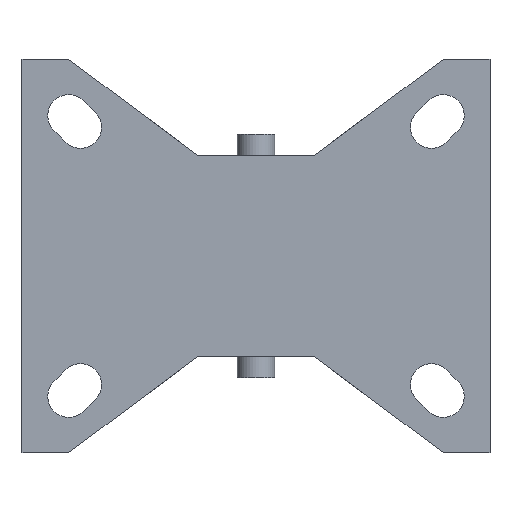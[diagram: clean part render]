
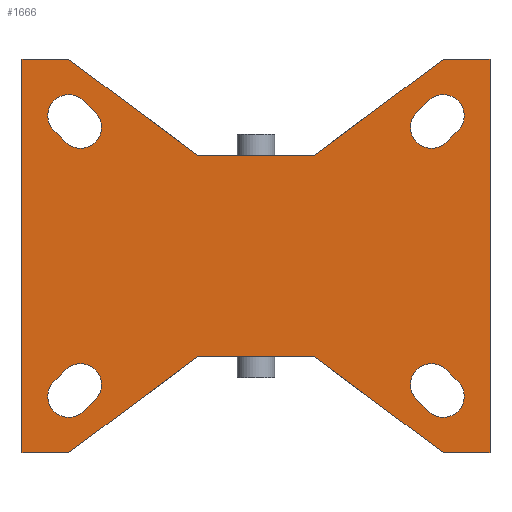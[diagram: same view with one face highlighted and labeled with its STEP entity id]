
A CAD part, front view. The second image highlights one B-rep face of the part: STEP entity #1666.
In plain terms, the highlighted planar face has unit normal (0, -1, 0).
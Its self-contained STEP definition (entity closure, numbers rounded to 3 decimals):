
#371=DIRECTION('',(-0.802,0.,-0.598));
#372=VECTOR('',#371,34.3);
#373=CARTESIAN_POINT('',(-12.5,0.,-21.5));
#374=LINE('',#373,#372);
#378=DIRECTION('',(-1.,0.,0.));
#379=VECTOR('',#378,10.);
#380=CARTESIAN_POINT('',(-40.,0.,-42.));
#381=LINE('',#380,#379);
#385=DIRECTION('',(0.,0.,1.));
#386=VECTOR('',#385,84.);
#387=CARTESIAN_POINT('',(-50.,0.,-42.));
#388=LINE('',#387,#386);
#392=DIRECTION('',(1.,0.,0.));
#393=VECTOR('',#392,10.);
#394=CARTESIAN_POINT('',(-50.,0.,42.));
#395=LINE('',#394,#393);
#399=DIRECTION('',(0.802,0.,-0.598));
#400=VECTOR('',#399,34.3);
#401=CARTESIAN_POINT('',(-40.,0.,42.));
#402=LINE('',#401,#400);
#406=DIRECTION('',(1.,0.,0.));
#407=VECTOR('',#406,25.);
#408=CARTESIAN_POINT('',(-12.5,0.,21.5));
#409=LINE('',#408,#407);
#413=DIRECTION('',(0.802,0.,0.598));
#414=VECTOR('',#413,34.3);
#415=CARTESIAN_POINT('',(12.5,0.,21.5));
#416=LINE('',#415,#414);
#420=DIRECTION('',(1.,0.,0.));
#421=VECTOR('',#420,10.);
#422=CARTESIAN_POINT('',(40.,0.,42.));
#423=LINE('',#422,#421);
#427=DIRECTION('',(0.,0.,-1.));
#428=VECTOR('',#427,84.);
#429=CARTESIAN_POINT('',(50.,0.,42.));
#430=LINE('',#429,#428);
#434=DIRECTION('',(-1.,0.,0.));
#435=VECTOR('',#434,10.);
#436=CARTESIAN_POINT('',(50.,0.,-42.));
#437=LINE('',#436,#435);
#441=DIRECTION('',(-0.802,0.,0.598));
#442=VECTOR('',#441,34.3);
#443=CARTESIAN_POINT('',(40.,0.,-42.));
#444=LINE('',#443,#442);
#448=DIRECTION('',(-1.,0.,0.));
#449=VECTOR('',#448,25.);
#450=CARTESIAN_POINT('',(12.5,0.,-21.5));
#451=LINE('',#450,#449);
#455=CARTESIAN_POINT('',(-40.,0.,-30.));
#456=DIRECTION('',(0.,1.,0.));
#457=DIRECTION('',(0.707,0.,-0.707));
#458=AXIS2_PLACEMENT_3D('',#455,#456,#457);
#463=DIRECTION('',(-0.707,0.,-0.707));
#464=VECTOR('',#463,3.536);
#465=CARTESIAN_POINT('',(-34.318,0.,-30.682));
#466=LINE('',#465,#464);
#470=CARTESIAN_POINT('',(-37.5,0.,-27.5));
#471=DIRECTION('',(0.,1.,0.));
#472=DIRECTION('',(-0.707,0.,0.707));
#473=AXIS2_PLACEMENT_3D('',#470,#471,#472);
#478=DIRECTION('',(0.707,0.,0.707));
#479=VECTOR('',#478,3.536);
#480=CARTESIAN_POINT('',(-43.182,0.,-26.818));
#481=LINE('',#480,#479);
#485=CARTESIAN_POINT('',(-40.,0.,30.));
#486=DIRECTION('',(0.,1.,0.));
#487=DIRECTION('',(-0.707,0.,-0.707));
#488=AXIS2_PLACEMENT_3D('',#485,#486,#487);
#493=DIRECTION('',(-0.707,0.,0.707));
#494=VECTOR('',#493,3.536);
#495=CARTESIAN_POINT('',(-40.682,0.,24.318));
#496=LINE('',#495,#494);
#500=CARTESIAN_POINT('',(-37.5,0.,27.5));
#501=DIRECTION('',(0.,1.,0.));
#502=DIRECTION('',(0.707,0.,0.707));
#503=AXIS2_PLACEMENT_3D('',#500,#501,#502);
#508=DIRECTION('',(0.707,0.,-0.707));
#509=VECTOR('',#508,3.536);
#510=CARTESIAN_POINT('',(-36.818,0.,33.182));
#511=LINE('',#510,#509);
#515=CARTESIAN_POINT('',(37.5,0.,27.5));
#516=DIRECTION('',(0.,1.,0.));
#517=DIRECTION('',(0.707,0.,-0.707));
#518=AXIS2_PLACEMENT_3D('',#515,#516,#517);
#523=DIRECTION('',(-0.707,0.,-0.707));
#524=VECTOR('',#523,3.536);
#525=CARTESIAN_POINT('',(43.182,0.,26.818));
#526=LINE('',#525,#524);
#530=CARTESIAN_POINT('',(40.,0.,30.));
#531=DIRECTION('',(0.,1.,0.));
#532=DIRECTION('',(-0.707,0.,0.707));
#533=AXIS2_PLACEMENT_3D('',#530,#531,#532);
#538=DIRECTION('',(0.707,0.,0.707));
#539=VECTOR('',#538,3.536);
#540=CARTESIAN_POINT('',(34.318,0.,30.682));
#541=LINE('',#540,#539);
#545=CARTESIAN_POINT('',(40.,0.,-30.));
#546=DIRECTION('',(0.,1.,0.));
#547=DIRECTION('',(0.707,0.,0.707));
#548=AXIS2_PLACEMENT_3D('',#545,#546,#547);
#553=DIRECTION('',(0.707,0.,-0.707));
#554=VECTOR('',#553,3.536);
#555=CARTESIAN_POINT('',(40.682,0.,-24.318));
#556=LINE('',#555,#554);
#560=CARTESIAN_POINT('',(37.5,0.,-27.5));
#561=DIRECTION('',(0.,1.,0.));
#562=DIRECTION('',(-0.707,0.,-0.707));
#563=AXIS2_PLACEMENT_3D('',#560,#561,#562);
#568=DIRECTION('',(-0.707,0.,0.707));
#569=VECTOR('',#568,3.536);
#570=CARTESIAN_POINT('',(36.818,0.,-33.182));
#571=LINE('',#570,#569);
#1403=CARTESIAN_POINT('',(-12.5,0.,-21.5));
#1404=CARTESIAN_POINT('',(-40.,0.,-42.));
#1405=VERTEX_POINT('',#1403);
#1406=VERTEX_POINT('',#1404);
#1407=CARTESIAN_POINT('',(-50.,0.,-42.));
#1408=VERTEX_POINT('',#1407);
#1409=CARTESIAN_POINT('',(-50.,0.,42.));
#1410=VERTEX_POINT('',#1409);
#1411=CARTESIAN_POINT('',(-40.,0.,42.));
#1412=VERTEX_POINT('',#1411);
#1413=CARTESIAN_POINT('',(-12.5,0.,21.5));
#1414=VERTEX_POINT('',#1413);
#1415=CARTESIAN_POINT('',(12.5,0.,21.5));
#1416=VERTEX_POINT('',#1415);
#1417=CARTESIAN_POINT('',(40.,0.,42.));
#1418=VERTEX_POINT('',#1417);
#1419=CARTESIAN_POINT('',(50.,0.,42.));
#1420=VERTEX_POINT('',#1419);
#1421=CARTESIAN_POINT('',(50.,0.,-42.));
#1422=VERTEX_POINT('',#1421);
#1423=CARTESIAN_POINT('',(40.,0.,-42.));
#1424=VERTEX_POINT('',#1423);
#1425=CARTESIAN_POINT('',(12.5,0.,-21.5));
#1426=VERTEX_POINT('',#1425);
#1531=CARTESIAN_POINT('',(-36.818,0.,-33.182));
#1532=CARTESIAN_POINT('',(-43.182,0.,-26.818));
#1533=VERTEX_POINT('',#1531);
#1534=VERTEX_POINT('',#1532);
#1535=CARTESIAN_POINT('',(-40.682,0.,-24.318));
#1536=VERTEX_POINT('',#1535);
#1537=CARTESIAN_POINT('',(-34.318,0.,-30.682));
#1538=VERTEX_POINT('',#1537);
#1539=CARTESIAN_POINT('',(-43.182,0.,26.818));
#1540=CARTESIAN_POINT('',(-36.818,0.,33.182));
#1541=VERTEX_POINT('',#1539);
#1542=VERTEX_POINT('',#1540);
#1543=CARTESIAN_POINT('',(-34.318,0.,30.682));
#1544=VERTEX_POINT('',#1543);
#1545=CARTESIAN_POINT('',(-40.682,0.,24.318));
#1546=VERTEX_POINT('',#1545);
#1547=CARTESIAN_POINT('',(40.682,0.,24.318));
#1548=CARTESIAN_POINT('',(34.318,0.,30.682));
#1549=VERTEX_POINT('',#1547);
#1550=VERTEX_POINT('',#1548);
#1551=CARTESIAN_POINT('',(36.818,0.,33.182));
#1552=VERTEX_POINT('',#1551);
#1553=CARTESIAN_POINT('',(43.182,0.,26.818));
#1554=VERTEX_POINT('',#1553);
#1555=CARTESIAN_POINT('',(43.182,0.,-26.818));
#1556=CARTESIAN_POINT('',(36.818,0.,-33.182));
#1557=VERTEX_POINT('',#1555);
#1558=VERTEX_POINT('',#1556);
#1559=CARTESIAN_POINT('',(34.318,0.,-30.682));
#1560=VERTEX_POINT('',#1559);
#1561=CARTESIAN_POINT('',(40.682,0.,-24.318));
#1562=VERTEX_POINT('',#1561);
#1595=CARTESIAN_POINT('',(0.,0.,0.));
#1596=DIRECTION('',(0.,1.,0.));
#1597=DIRECTION('',(1.,0.,0.));
#1598=AXIS2_PLACEMENT_3D('',#1595,#1596,#1597);
#1599=PLANE('',#1598);
#1601=ORIENTED_EDGE('',*,*,#1600,.T.);
#1603=ORIENTED_EDGE('',*,*,#1602,.T.);
#1605=ORIENTED_EDGE('',*,*,#1604,.T.);
#1607=ORIENTED_EDGE('',*,*,#1606,.T.);
#1609=ORIENTED_EDGE('',*,*,#1608,.T.);
#1611=ORIENTED_EDGE('',*,*,#1610,.T.);
#1613=ORIENTED_EDGE('',*,*,#1612,.T.);
#1615=ORIENTED_EDGE('',*,*,#1614,.T.);
#1617=ORIENTED_EDGE('',*,*,#1616,.T.);
#1619=ORIENTED_EDGE('',*,*,#1618,.T.);
#1621=ORIENTED_EDGE('',*,*,#1620,.T.);
#1623=ORIENTED_EDGE('',*,*,#1622,.T.);
#1624=EDGE_LOOP('',(#1601,#1603,#1605,#1607,#1609,#1611,#1613,#1615,#1617,#1619,
#1621,#1623));
#1625=FACE_OUTER_BOUND('',#1624,.F.);
#1627=ORIENTED_EDGE('',*,*,#1626,.F.);
#1629=ORIENTED_EDGE('',*,*,#1628,.F.);
#1631=ORIENTED_EDGE('',*,*,#1630,.F.);
#1633=ORIENTED_EDGE('',*,*,#1632,.F.);
#1634=EDGE_LOOP('',(#1627,#1629,#1631,#1633));
#1635=FACE_BOUND('',#1634,.F.);
#1637=ORIENTED_EDGE('',*,*,#1636,.F.);
#1639=ORIENTED_EDGE('',*,*,#1638,.F.);
#1641=ORIENTED_EDGE('',*,*,#1640,.F.);
#1643=ORIENTED_EDGE('',*,*,#1642,.F.);
#1644=EDGE_LOOP('',(#1637,#1639,#1641,#1643));
#1645=FACE_BOUND('',#1644,.F.);
#1647=ORIENTED_EDGE('',*,*,#1646,.F.);
#1649=ORIENTED_EDGE('',*,*,#1648,.F.);
#1651=ORIENTED_EDGE('',*,*,#1650,.F.);
#1653=ORIENTED_EDGE('',*,*,#1652,.F.);
#1654=EDGE_LOOP('',(#1647,#1649,#1651,#1653));
#1655=FACE_BOUND('',#1654,.F.);
#1657=ORIENTED_EDGE('',*,*,#1656,.F.);
#1659=ORIENTED_EDGE('',*,*,#1658,.F.);
#1661=ORIENTED_EDGE('',*,*,#1660,.F.);
#1663=ORIENTED_EDGE('',*,*,#1662,.F.);
#1664=EDGE_LOOP('',(#1657,#1659,#1661,#1663));
#1665=FACE_BOUND('',#1664,.F.);
#459=CIRCLE('',#458,4.5);
#474=CIRCLE('',#473,4.5);
#489=CIRCLE('',#488,4.5);
#504=CIRCLE('',#503,4.5);
#519=CIRCLE('',#518,4.5);
#534=CIRCLE('',#533,4.5);
#549=CIRCLE('',#548,4.5);
#564=CIRCLE('',#563,4.5);
#1600=EDGE_CURVE('',#1405,#1406,#374,.T.);
#1602=EDGE_CURVE('',#1406,#1408,#381,.T.);
#1604=EDGE_CURVE('',#1408,#1410,#388,.T.);
#1606=EDGE_CURVE('',#1410,#1412,#395,.T.);
#1608=EDGE_CURVE('',#1412,#1414,#402,.T.);
#1610=EDGE_CURVE('',#1414,#1416,#409,.T.);
#1612=EDGE_CURVE('',#1416,#1418,#416,.T.);
#1614=EDGE_CURVE('',#1418,#1420,#423,.T.);
#1616=EDGE_CURVE('',#1420,#1422,#430,.T.);
#1618=EDGE_CURVE('',#1422,#1424,#437,.T.);
#1620=EDGE_CURVE('',#1424,#1426,#444,.T.);
#1622=EDGE_CURVE('',#1426,#1405,#451,.T.);
#1626=EDGE_CURVE('',#1533,#1534,#459,.T.);
#1628=EDGE_CURVE('',#1538,#1533,#466,.T.);
#1630=EDGE_CURVE('',#1536,#1538,#474,.T.);
#1632=EDGE_CURVE('',#1534,#1536,#481,.T.);
#1636=EDGE_CURVE('',#1541,#1542,#489,.T.);
#1638=EDGE_CURVE('',#1546,#1541,#496,.T.);
#1640=EDGE_CURVE('',#1544,#1546,#504,.T.);
#1642=EDGE_CURVE('',#1542,#1544,#511,.T.);
#1646=EDGE_CURVE('',#1549,#1550,#519,.T.);
#1648=EDGE_CURVE('',#1554,#1549,#526,.T.);
#1650=EDGE_CURVE('',#1552,#1554,#534,.T.);
#1652=EDGE_CURVE('',#1550,#1552,#541,.T.);
#1656=EDGE_CURVE('',#1557,#1558,#549,.T.);
#1658=EDGE_CURVE('',#1562,#1557,#556,.T.);
#1660=EDGE_CURVE('',#1560,#1562,#564,.T.);
#1662=EDGE_CURVE('',#1558,#1560,#571,.T.);
#1666=ADVANCED_FACE('',(#1625,#1635,#1645,#1655,#1665),#1599,.F.);
